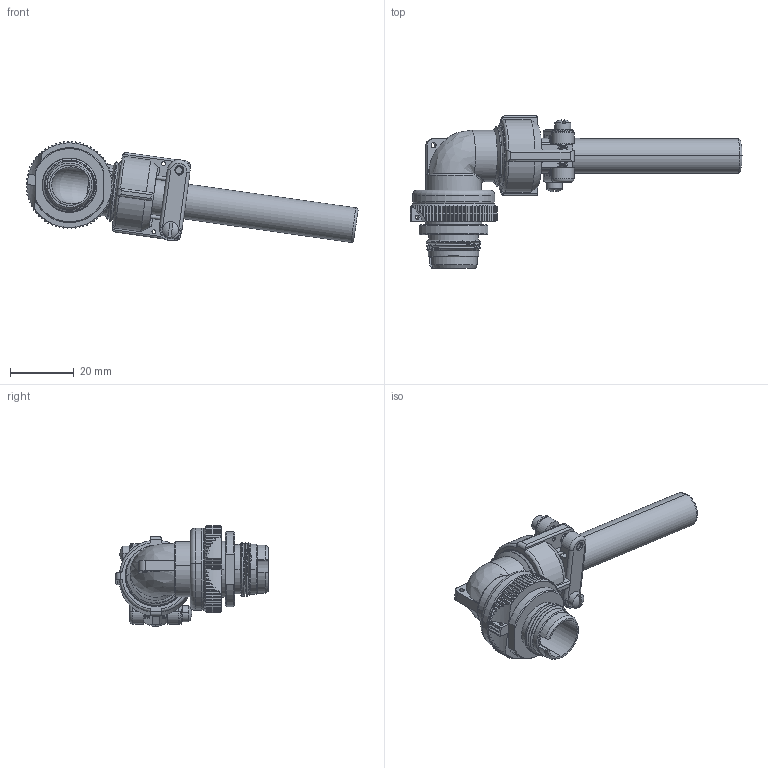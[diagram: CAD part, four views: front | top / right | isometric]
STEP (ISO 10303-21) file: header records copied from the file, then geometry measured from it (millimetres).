
FILE_DESCRIPTION((''),'2;1');
FILE_NAME('13301CG14','2018-11-23T10:48:31',('cgregory'),('NET AG system integration'),'CREO PARAMETRIC BY PTC INC, 2017260','CREO PARAMETRIC BY PTC INC, 2017260','');
FILE_SCHEMA(('AUTOMOTIVE_DESIGN { 1 0 10303 214 1 1 1 1 }'));
Length unit declared in the file: millimetre
Products named in the file (1): 13301CG14
Bounding box: 103.82 x 47.67 x 31.5 mm (x, y, z)
Volume: 14270.1 mm3; surface area: 17105.5 mm2
Topology: 2 solids, 2 shells, 843 faces, 2373 edges, 1544 vertices
Faces by surface type: cylinder 341, plane 300, cone 98, bspline 60, torus 32, sphere 12
Entity records: 49542 total; most frequent: CARTESIAN_POINT 22981, ORIENTED_EDGE 4746, DIRECTION 3700, EDGE_CURVE 2373, VERTEX_POINT 1544, AXIS2_PLACEMENT_3D 1401, VECTOR 895, LINE 895
